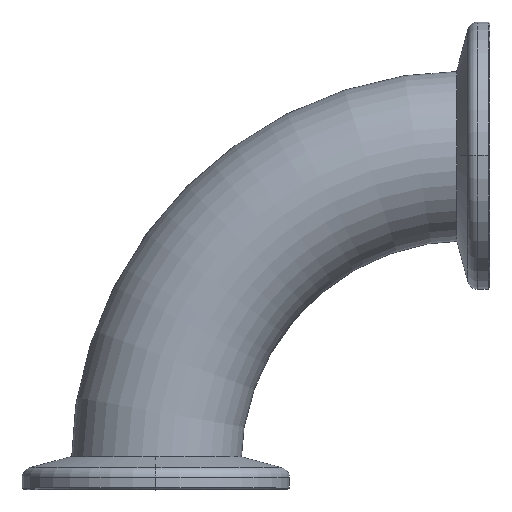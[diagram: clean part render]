
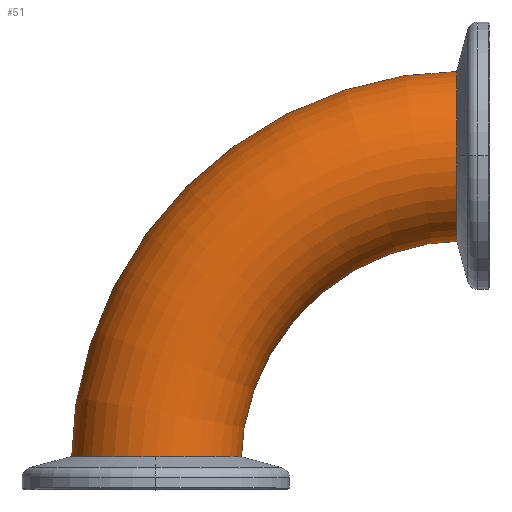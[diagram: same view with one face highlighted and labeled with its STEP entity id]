
A CAD part, top view. The second image highlights one B-rep face of the part: STEP entity #51.
In plain terms, the highlighted toroidal (fillet/blend) face has major radius 46.5 mm and minor radius 12.7 mm.
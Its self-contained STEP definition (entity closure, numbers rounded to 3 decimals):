
#37 = EDGE_CURVE ( 'NONE', #61, #41, #329, .T. ) ;
#39 = EDGE_CURVE ( 'NONE', #44, #41, #318, .T. ) ;
#41 = VERTEX_POINT ( 'NONE', #320 ) ;
#42 = ORIENTED_EDGE ( 'NONE', *, *, #37, .F. ) ;
#43 = EDGE_CURVE ( 'NONE', #60, #44, #319, .T. ) ;
#44 = VERTEX_POINT ( 'NONE', #307 ) ;
#45 = ORIENTED_EDGE ( 'NONE', *, *, #39, .T. ) ;
#51 = ADVANCED_FACE ( 'NONE', ( #290 ), #286, .T. ) ;
#53 = EDGE_LOOP ( 'NONE', ( #54, #62, #45, #42 ) ) ;
#54 = ORIENTED_EDGE ( 'NONE', *, *, #55, .F. ) ;
#55 = EDGE_CURVE ( 'NONE', #60, #61, #287, .T. ) ;
#60 = VERTEX_POINT ( 'NONE', #355 ) ;
#61 = VERTEX_POINT ( 'NONE', #387 ) ;
#62 = ORIENTED_EDGE ( 'NONE', *, *, #43, .T. ) ;
#276 = DIRECTION ( 'NONE',  ( 1., 0., 0. ) ) ;
#277 = DIRECTION ( 'NONE',  ( 0., 0., 1. ) ) ;
#281 = DIRECTION ( 'NONE',  ( 0., 0., 1. ) ) ;
#282 = DIRECTION ( 'NONE',  ( 1., 0., 0. ) ) ;
#283 = CARTESIAN_POINT ( 'NONE',  ( 46.5, 46.5, 0. ) ) ;
#284 = AXIS2_PLACEMENT_3D ( 'NONE', #283, #282, #281 ) ;
#286 = TOROIDAL_SURFACE ( 'NONE', #289, 46.5, 12.7 ) ;
#287 = CIRCLE ( 'NONE', #284, 12.7 ) ;
#288 = CARTESIAN_POINT ( 'NONE',  ( 46.5, 0., 0. ) ) ;
#289 = AXIS2_PLACEMENT_3D ( 'NONE', #288, #277, #276 ) ;
#290 = FACE_OUTER_BOUND ( 'NONE', #53, .T. ) ;
#307 = CARTESIAN_POINT ( 'NONE',  ( -12.7, 0., 0. ) ) ;
#308 = DIRECTION ( 'NONE',  ( 1., 0., 0. ) ) ;
#309 = DIRECTION ( 'NONE',  ( 0., 0., 1. ) ) ;
#310 = CARTESIAN_POINT ( 'NONE',  ( 46.5, 0., 0. ) ) ;
#311 = AXIS2_PLACEMENT_3D ( 'NONE', #310, #309, #308 ) ;
#315 = DIRECTION ( 'NONE',  ( 0., 1., 0. ) ) ;
#316 = CARTESIAN_POINT ( 'NONE',  ( 0., 0., 0. ) ) ;
#317 = AXIS2_PLACEMENT_3D ( 'NONE', #316, #315, #321 ) ;
#318 = CIRCLE ( 'NONE', #317, 12.7 ) ;
#319 = CIRCLE ( 'NONE', #311, 59.2 ) ;
#320 = CARTESIAN_POINT ( 'NONE',  ( 12.7, 0., 0. ) ) ;
#321 = DIRECTION ( 'NONE',  ( 0., 0., 1. ) ) ;
#324 = DIRECTION ( 'NONE',  ( 1., 0., 0. ) ) ;
#325 = DIRECTION ( 'NONE',  ( 0., 0., 1. ) ) ;
#326 = CARTESIAN_POINT ( 'NONE',  ( 46.5, 0., 0. ) ) ;
#328 = AXIS2_PLACEMENT_3D ( 'NONE', #326, #325, #324 ) ;
#329 = CIRCLE ( 'NONE', #328, 33.8 ) ;
#355 = CARTESIAN_POINT ( 'NONE',  ( 46.5, 59.2, 0. ) ) ;
#387 = CARTESIAN_POINT ( 'NONE',  ( 46.5, 33.8, 0. ) ) ;
